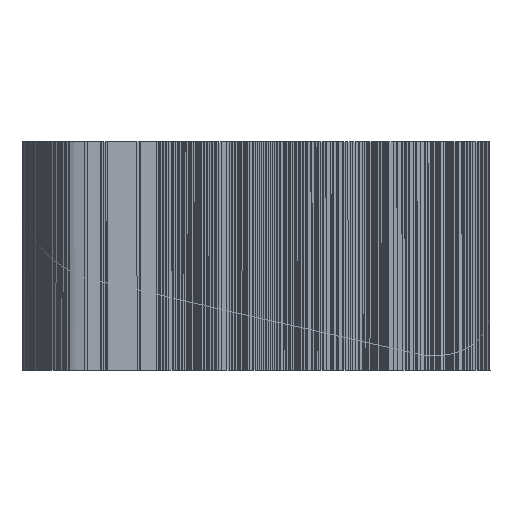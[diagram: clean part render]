
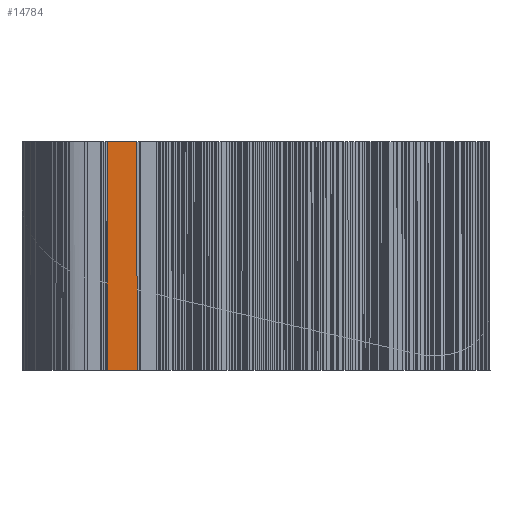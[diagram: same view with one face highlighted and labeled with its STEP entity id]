
A CAD part, top view. The second image highlights one B-rep face of the part: STEP entity #14784.
In plain terms, the highlighted free-form (B-spline) face has degree [5, 1] with [13, 2] control points.
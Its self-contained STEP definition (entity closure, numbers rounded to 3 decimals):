
#18=(
BOUNDED_SURFACE()
B_SPLINE_SURFACE(5,1,((#21599,#21600),(#21601,#21602),(#21603,#21604),(#21605,
#21606),(#21607,#21608),(#21609,#21610),(#21611,#21612),(#21613,#21614),
(#21615,#21616),(#21617,#21618),(#21619,#21620),(#21621,#21622),(#21623,
#21624)),.UNSPECIFIED.,.F.,.F.,.F.)
B_SPLINE_SURFACE_WITH_KNOTS((6,1,1,1,1,1,1,1,6),(2,2),(-0.824,
-0.8,-0.771,-0.743,-0.714,-0.686,
-0.657,-0.629,-0.61),(-0.47,
1.24),.UNSPECIFIED.)
GEOMETRIC_REPRESENTATION_ITEM()
RATIONAL_B_SPLINE_SURFACE(((1.,1.),(1.,1.),(1.,1.),(1.,1.),(1.,1.),(1.,
1.),(1.,1.),(1.,1.),(1.,1.),(1.,1.),(1.,1.),(1.,1.),(1.,1.)))
REPRESENTATION_ITEM('')
SURFACE()
);
#33=FACE_OUTER_BOUND('',#773,.T.);
#773=EDGE_LOOP('',(#10394,#10395,#10396,#10397));
#1504=(
BOUNDED_CURVE()
B_SPLINE_CURVE(5,(#20293,#20294,#20295,#20296,#20297,#20298,#20299,#20300,
#20301,#20302,#20303,#20304,#20305),.UNSPECIFIED.,.F.,.F.)
B_SPLINE_CURVE_WITH_KNOTS((6,1,1,1,1,1,1,1,6),(0.61,0.629,
0.657,0.686,0.714,0.743,
0.771,0.8,0.824),.UNSPECIFIED.)
CURVE()
GEOMETRIC_REPRESENTATION_ITEM()
RATIONAL_B_SPLINE_CURVE((1.,1.,1.,1.,1.,1.,1.,1.,1.,1.,1.,1.,1.))
REPRESENTATION_ITEM('')
);
#1508=(
BOUNDED_CURVE()
B_SPLINE_CURVE(5,(#21626,#21627,#21628,#21629,#21630,#21631,#21632,#21633,
#21634,#21635,#21636,#21637,#21638),.UNSPECIFIED.,.F.,.F.)
B_SPLINE_CURVE_WITH_KNOTS((6,1,1,1,1,1,1,1,6),(-0.824,-0.8,
-0.771,-0.743,-0.714,-0.686,
-0.657,-0.629,-0.61),.UNSPECIFIED.)
CURVE()
GEOMETRIC_REPRESENTATION_ITEM()
RATIONAL_B_SPLINE_CURVE((1.,1.,1.,1.,1.,1.,1.,1.,1.,1.,1.,1.,1.))
REPRESENTATION_ITEM('')
);
#2264=LINE('',#21598,#4468);
#2265=LINE('',#21639,#4469);
#4468=VECTOR('',#17042,10.);
#4469=VECTOR('',#17043,10.);
#6079=VERTEX_POINT('',#20290);
#6080=VERTEX_POINT('',#20292);
#6668=VERTEX_POINT('',#21596);
#6669=VERTEX_POINT('',#21625);
#7555=EDGE_CURVE('',#6079,#6080,#1504,.T.);
#8156=EDGE_CURVE('',#6079,#6668,#2264,.T.);
#8157=EDGE_CURVE('',#6669,#6668,#1508,.T.);
#8158=EDGE_CURVE('',#6080,#6669,#2265,.T.);
#10394=ORIENTED_EDGE('',*,*,#8156,.T.);
#10395=ORIENTED_EDGE('',*,*,#8157,.F.);
#10396=ORIENTED_EDGE('',*,*,#8158,.F.);
#10397=ORIENTED_EDGE('',*,*,#7555,.F.);
#14784=ADVANCED_FACE('',(#33),#18,.T.);
#17042=DIRECTION('',(0.,-1.,0.));
#17043=DIRECTION('',(0.,-1.,0.));
#20290=CARTESIAN_POINT('',(30.384,3.174,-137.084));
#20292=CARTESIAN_POINT('',(32.621,3.175,-137.065));
#20293=CARTESIAN_POINT('Ctrl Pts',(30.384,3.174,-137.084));
#20294=CARTESIAN_POINT('Ctrl Pts',(30.425,3.174,-137.083));
#20295=CARTESIAN_POINT('Ctrl Pts',(30.531,3.174,-137.08));
#20296=CARTESIAN_POINT('Ctrl Pts',(30.701,3.174,-137.077));
#20297=CARTESIAN_POINT('Ctrl Pts',(30.936,3.174,-137.073));
#20298=CARTESIAN_POINT('Ctrl Pts',(31.231,3.174,-137.069));
#20299=CARTESIAN_POINT('Ctrl Pts',(31.54,3.174,-137.066));
#20300=CARTESIAN_POINT('Ctrl Pts',(31.838,3.174,-137.065));
#20301=CARTESIAN_POINT('Ctrl Pts',(32.116,3.175,-137.065));
#20302=CARTESIAN_POINT('Ctrl Pts',(32.327,3.175,-137.065));
#20303=CARTESIAN_POINT('Ctrl Pts',(32.48,3.175,-137.065));
#20304=CARTESIAN_POINT('Ctrl Pts',(32.577,3.175,-137.065));
#20305=CARTESIAN_POINT('Ctrl Pts',(32.621,3.175,-137.065));
#21596=CARTESIAN_POINT('',(30.392,-13.926,-137.083));
#21598=CARTESIAN_POINT('',(30.386,-1.526,-137.084));
#21599=CARTESIAN_POINT('Ctrl Pts',(32.621,3.177,-137.065));
#21600=CARTESIAN_POINT('Ctrl Pts',(32.629,-13.925,-137.064));
#21601=CARTESIAN_POINT('Ctrl Pts',(32.577,3.177,-137.065));
#21602=CARTESIAN_POINT('Ctrl Pts',(32.585,-13.925,-137.064));
#21603=CARTESIAN_POINT('Ctrl Pts',(32.48,3.177,-137.065));
#21604=CARTESIAN_POINT('Ctrl Pts',(32.488,-13.925,-137.064));
#21605=CARTESIAN_POINT('Ctrl Pts',(32.327,3.177,-137.065));
#21606=CARTESIAN_POINT('Ctrl Pts',(32.336,-13.925,-137.064));
#21607=CARTESIAN_POINT('Ctrl Pts',(32.116,3.177,-137.065));
#21608=CARTESIAN_POINT('Ctrl Pts',(32.124,-13.925,-137.064));
#21609=CARTESIAN_POINT('Ctrl Pts',(31.838,3.177,-137.065));
#21610=CARTESIAN_POINT('Ctrl Pts',(31.846,-13.926,-137.065));
#21611=CARTESIAN_POINT('Ctrl Pts',(31.54,3.176,-137.066));
#21612=CARTESIAN_POINT('Ctrl Pts',(31.549,-13.926,-137.066));
#21613=CARTESIAN_POINT('Ctrl Pts',(31.231,3.176,-137.069));
#21614=CARTESIAN_POINT('Ctrl Pts',(31.24,-13.926,-137.068));
#21615=CARTESIAN_POINT('Ctrl Pts',(30.936,3.176,-137.073));
#21616=CARTESIAN_POINT('Ctrl Pts',(30.944,-13.926,-137.072));
#21617=CARTESIAN_POINT('Ctrl Pts',(30.701,3.176,-137.077));
#21618=CARTESIAN_POINT('Ctrl Pts',(30.709,-13.926,-137.076));
#21619=CARTESIAN_POINT('Ctrl Pts',(30.531,3.176,-137.08));
#21620=CARTESIAN_POINT('Ctrl Pts',(30.539,-13.926,-137.08));
#21621=CARTESIAN_POINT('Ctrl Pts',(30.425,3.176,-137.083));
#21622=CARTESIAN_POINT('Ctrl Pts',(30.433,-13.926,-137.082));
#21623=CARTESIAN_POINT('Ctrl Pts',(30.384,3.176,-137.084));
#21624=CARTESIAN_POINT('Ctrl Pts',(30.392,-13.926,-137.083));
#21625=CARTESIAN_POINT('',(32.629,-13.925,-137.064));
#21626=CARTESIAN_POINT('Ctrl Pts',(32.629,-13.925,-137.064));
#21627=CARTESIAN_POINT('Ctrl Pts',(32.585,-13.925,-137.064));
#21628=CARTESIAN_POINT('Ctrl Pts',(32.488,-13.925,-137.064));
#21629=CARTESIAN_POINT('Ctrl Pts',(32.336,-13.925,-137.064));
#21630=CARTESIAN_POINT('Ctrl Pts',(32.124,-13.925,-137.064));
#21631=CARTESIAN_POINT('Ctrl Pts',(31.846,-13.926,-137.065));
#21632=CARTESIAN_POINT('Ctrl Pts',(31.549,-13.926,-137.066));
#21633=CARTESIAN_POINT('Ctrl Pts',(31.24,-13.926,-137.068));
#21634=CARTESIAN_POINT('Ctrl Pts',(30.944,-13.926,-137.072));
#21635=CARTESIAN_POINT('Ctrl Pts',(30.709,-13.926,-137.076));
#21636=CARTESIAN_POINT('Ctrl Pts',(30.539,-13.926,-137.08));
#21637=CARTESIAN_POINT('Ctrl Pts',(30.433,-13.926,-137.082));
#21638=CARTESIAN_POINT('Ctrl Pts',(30.392,-13.926,-137.083));
#21639=CARTESIAN_POINT('',(32.624,-1.525,-137.065));
